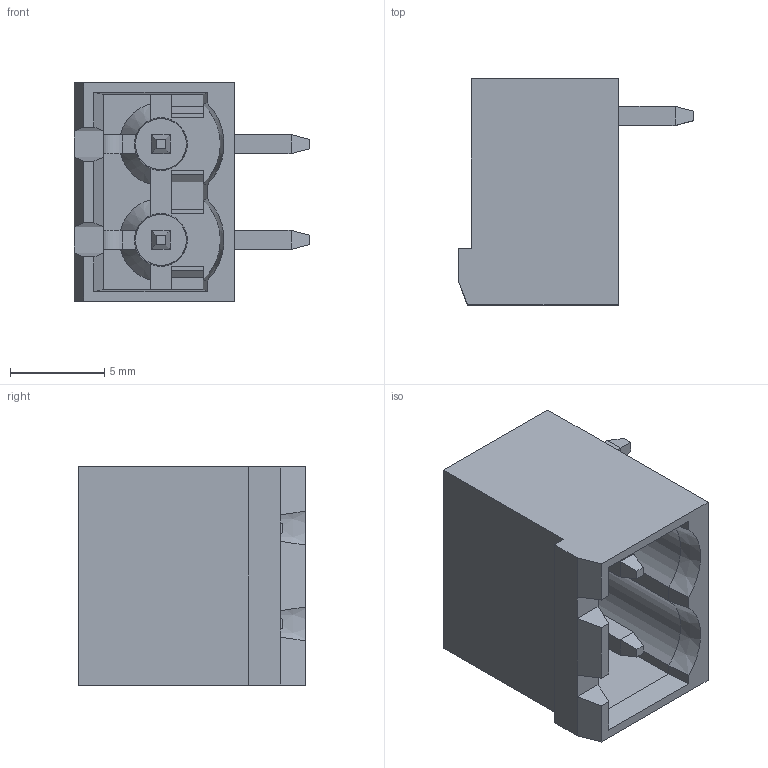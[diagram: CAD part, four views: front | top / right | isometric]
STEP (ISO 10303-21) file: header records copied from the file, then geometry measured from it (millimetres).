
FILE_DESCRIPTION((''),'2;1');
FILE_NAME('WJ2EDGRC-508-2P','2016-07-23T',('QZY'),(''),'CREO PARAMETRIC BY PTC INC, 2014440','CREO PARAMETRIC BY PTC INC, 2014440','');
FILE_SCHEMA(('CONFIG_CONTROL_DESIGN'));
Length unit declared in the file: millimetre
Products named in the file (1): WJ2EDGRC-508-2P
Bounding box: 12.5 x 12 x 11.56 mm (x, y, z)
Volume: 510.7 mm3; surface area: 1219.3 mm2
Topology: 1 solids, 1 shells, 186 faces, 483 edges, 299 vertices
Faces by surface type: plane 163, cone 10, cylinder 9, sphere 4
Entity records: 5690 total; most frequent: CARTESIAN_POINT 1027, ORIENTED_EDGE 958, DIRECTION 885, EDGE_CURVE 479, VECTOR 421, LINE 421, VERTEX_POINT 299, AXIS2_PLACEMENT_3D 232
